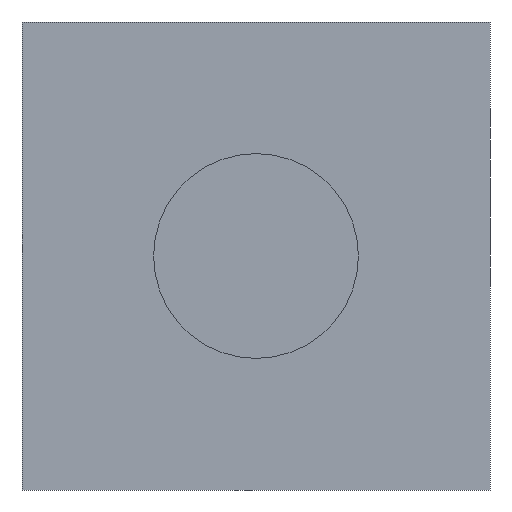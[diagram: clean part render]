
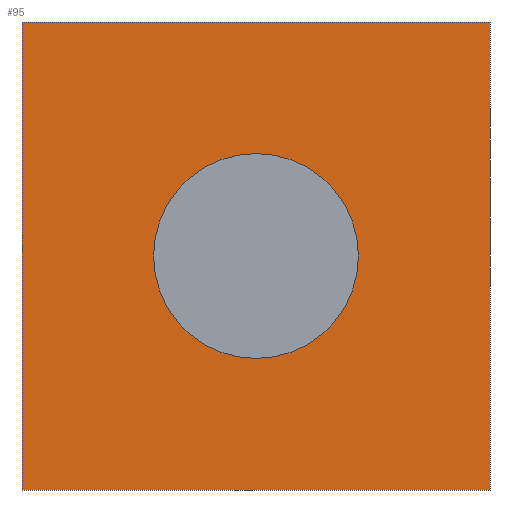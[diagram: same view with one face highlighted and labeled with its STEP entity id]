
A CAD part, front view. The second image highlights one B-rep face of the part: STEP entity #95.
In plain terms, the highlighted planar face has unit normal (0, -1, 0).
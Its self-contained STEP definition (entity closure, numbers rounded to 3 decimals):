
#95=ADVANCED_FACE('',(#141,#142),#143,.F.);
#141=FACE_BOUND('',#195,.T.);
#142=FACE_OUTER_BOUND('',#196,.T.);
#143=PLANE('',#197);
#195=EDGE_LOOP('',(#346,#347));
#196=EDGE_LOOP('',(#348,#349,#350,#351));
#197=AXIS2_PLACEMENT_3D('',#352,#353,#354);
#346=ORIENTED_EDGE('',*,*,#387,.T.);
#347=ORIENTED_EDGE('',*,*,#422,.T.);
#348=ORIENTED_EDGE('',*,*,#432,.T.);
#349=ORIENTED_EDGE('',*,*,#429,.F.);
#350=ORIENTED_EDGE('',*,*,#433,.F.);
#351=ORIENTED_EDGE('',*,*,#427,.F.);
#352=CARTESIAN_POINT('',(0.0,-50.0,0.0));
#353=DIRECTION('',(0.0,1.0,0.0));
#354=DIRECTION('',(0.0,0.0,1.0));
#387=EDGE_CURVE('',#437,#441,#443,.T.);
#422=EDGE_CURVE('',#441,#437,#498,.T.);
#427=EDGE_CURVE('',#505,#500,#507,.T.);
#429=EDGE_CURVE('',#509,#511,#512,.T.);
#432=EDGE_CURVE('',#505,#511,#516,.T.);
#433=EDGE_CURVE('',#500,#509,#517,.T.);
#437=VERTEX_POINT('',#521);
#441=VERTEX_POINT('',#526);
#443=CIRCLE('',#529,1.75);
#498=CIRCLE('',#598,1.75);
#500=VERTEX_POINT('',#600);
#505=VERTEX_POINT('',#607);
#507=LINE('',#610,#611);
#509=VERTEX_POINT('',#613);
#511=VERTEX_POINT('',#616);
#512=LINE('',#617,#618);
#516=LINE('',#624,#625);
#517=LINE('',#626,#627);
#521=CARTESIAN_POINT('',(1.75,-50.0,0.0));
#526=CARTESIAN_POINT('',(-1.75,-50.0,0.));
#529=AXIS2_PLACEMENT_3D('',#637,#638,#639);
#598=AXIS2_PLACEMENT_3D('',#714,#715,#716);
#600=CARTESIAN_POINT('',(4.0,-50.0,4.0));
#607=CARTESIAN_POINT('',(-4.0,-50.0,4.0));
#610=CARTESIAN_POINT('',(0.0,-50.0,4.0));
#611=VECTOR('',#723,1.0);
#613=CARTESIAN_POINT('',(4.0,-50.0,-4.0));
#616=CARTESIAN_POINT('',(-4.0,-50.0,-4.0));
#617=CARTESIAN_POINT('',(0.0,-50.0,-4.0));
#618=VECTOR('',#725,1.0);
#624=CARTESIAN_POINT('',(-4.0,-50.0,0.0));
#625=VECTOR('',#728,1.0);
#626=CARTESIAN_POINT('',(4.0,-50.0,0.0));
#627=VECTOR('',#729,1.0);
#637=CARTESIAN_POINT('',(0.0,-50.0,0.0));
#638=DIRECTION('',(0.0,1.0,0.0));
#639=DIRECTION('',(1.0,0.0,0.0));
#714=CARTESIAN_POINT('',(0.0,-50.0,0.0));
#715=DIRECTION('',(0.0,1.0,0.0));
#716=DIRECTION('',(1.0,0.0,0.0));
#723=DIRECTION('',(1.0,0.0,0.0));
#725=DIRECTION('',(-1.0,0.0,0.0));
#728=DIRECTION('',(0.0,0.0,-1.0));
#729=DIRECTION('',(0.0,0.0,-1.0));
